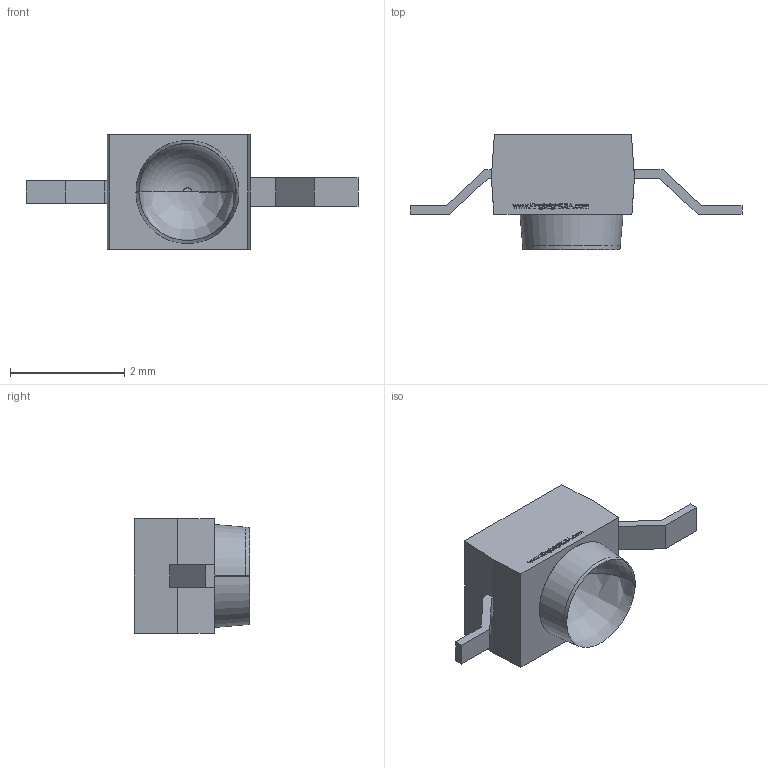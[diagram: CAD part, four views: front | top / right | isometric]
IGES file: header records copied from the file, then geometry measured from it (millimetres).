
Start section: SolidWorks IGES file using analytic representation for surfaces
Global section: file name: AM2520-9.IGS; native system: SolidWorks 2008; preprocessor: SolidWorks 2008; author: evant; date: 080902.135103; units: millimetre
Bounding box: 5.8 x 2.02 x 2 mm (x, y, z)
Surface area: 30.5 mm2 (no closed solid volume)
Topology: 0 solids, 0 shells, 315 faces, 2721 edges, 3558 vertices
Faces by surface type: bspline 311, revolution 4
